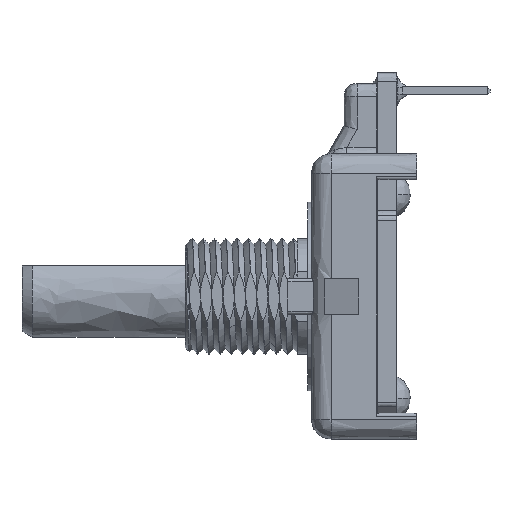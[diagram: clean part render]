
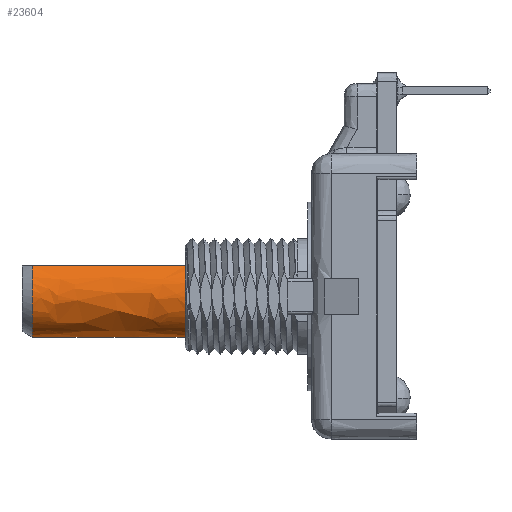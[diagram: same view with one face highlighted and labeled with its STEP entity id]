
A CAD part, left-side view. The second image highlights one B-rep face of the part: STEP entity #23604.
In plain terms, the highlighted free-form (B-spline) face has degree [3, 3] with [7, 4] control points.
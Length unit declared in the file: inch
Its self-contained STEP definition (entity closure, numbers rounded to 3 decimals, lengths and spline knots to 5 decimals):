
#9983=CARTESIAN_POINT('',(0.,0.587,0.));
#9984=DIRECTION('',(0.,-1.,0.));
#9985=DIRECTION('',(-0.66,0.,0.751));
#9986=AXIS2_PLACEMENT_3D('',#9983,#9984,#9985);
#9991=CARTESIAN_POINT('',(0.,1.056,0.));
#9992=DIRECTION('',(0.,1.,0.));
#9993=DIRECTION('',(0.66,0.,0.751));
#9994=AXIS2_PLACEMENT_3D('',#9991,#9992,#9993);
#10006=DIRECTION('',(0.,1.,0.));
#10007=VECTOR('',#10006,0.469);
#10008=CARTESIAN_POINT('',(-0.08221,0.587,0.0935));
#10009=LINE('',#10008,#10007);
#10013=CARTESIAN_POINT('',(-0.08221,1.056,0.0935));
#10028=CARTESIAN_POINT('',(0.08221,1.056,0.0935));
#10033=DIRECTION('',(0.,1.,0.));
#10034=VECTOR('',#10033,0.469);
#10035=CARTESIAN_POINT('',(0.08221,0.587,0.0935));
#10036=LINE('',#10035,#10034);
#11967=VERTEX_POINT('',#10013);
#11970=VERTEX_POINT('',#10028);
#12457=CARTESIAN_POINT('',(0.08221,0.587,0.0935));
#12458=CARTESIAN_POINT('',(-0.08221,0.587,0.0935));
#12459=VERTEX_POINT('',#12457);
#12460=VERTEX_POINT('',#12458);
#23566=CARTESIAN_POINT('',(0.07278,0.57762,0.10101));
#23567=CARTESIAN_POINT('',(0.07278,0.74021,
0.10101));
#23568=CARTESIAN_POINT('',(0.07278,0.90279,
0.10101));
#23569=CARTESIAN_POINT('',(0.07278,1.06538,0.10101));
#23570=CARTESIAN_POINT('',(0.19188,0.57762,0.01519));
#23571=CARTESIAN_POINT('',(0.19188,0.74021,
0.01519));
#23572=CARTESIAN_POINT('',(0.19188,0.90279,
0.01519));
#23573=CARTESIAN_POINT('',(0.19188,1.06538,0.01519));
#23574=CARTESIAN_POINT('',(0.14679,0.57762,-0.1245));
#23575=CARTESIAN_POINT('',(0.14679,0.74021,-0.1245));
#23576=CARTESIAN_POINT('',(0.14679,0.90279,-0.1245));
#23577=CARTESIAN_POINT('',(0.14679,1.06538,-0.1245));
#23578=CARTESIAN_POINT('',(0.,0.57762,-0.1245));
#23579=CARTESIAN_POINT('',(0.,0.74021,-0.1245));
#23580=CARTESIAN_POINT('',(0.,0.90279,-0.1245));
#23581=CARTESIAN_POINT('',(0.,1.06538,-0.1245));
#23582=CARTESIAN_POINT('',(-0.14679,0.57762,-0.1245));
#23583=CARTESIAN_POINT('',(-0.14679,0.74021,-0.1245));
#23584=CARTESIAN_POINT('',(-0.14679,0.90279,-0.1245));
#23585=CARTESIAN_POINT('',(-0.14679,1.06538,-0.1245));
#23586=CARTESIAN_POINT('',(-0.19188,0.57762,0.01519));
#23587=CARTESIAN_POINT('',(-0.19188,0.74021,
0.01519));
#23588=CARTESIAN_POINT('',(-0.19188,0.90279,
0.01519));
#23589=CARTESIAN_POINT('',(-0.19188,1.06538,0.01519));
#23590=CARTESIAN_POINT('',(-0.07278,0.57762,0.10101));
#23591=CARTESIAN_POINT('',(-0.07278,0.74021,
0.10101));
#23592=CARTESIAN_POINT('',(-0.07278,0.90279,
0.10101));
#23593=CARTESIAN_POINT('',(-0.07278,1.06538,0.10101));
#23594=(BOUNDED_SURFACE()B_SPLINE_SURFACE(3,3,((#23566,#23567,#23568,#23569),(
#23570,#23571,#23572,#23573),(#23574,#23575,#23576,#23577),(#23578,#23579,
#23580,#23581),(#23582,#23583,#23584,#23585),(#23586,#23587,#23588,#23589),(
#23590,#23591,#23592,#23593)),.UNSPECIFIED.,.F.,.F.,.F.)B_SPLINE_SURFACE_WITH_KNOTS((4,3,4),(4,4),(0.,1.,2.),(0.46962,0.95738),.UNSPECIFIED.)GEOMETRIC_REPRESENTATION_ITEM()RATIONAL_B_SPLINE_SURFACE(((1.53,
1.53,1.53,1.53),(0.823,
0.823,0.823,0.823),(0.823,
0.823,0.823,0.823),(1.53,
1.53,1.53,1.53),(0.823,
0.823,0.823,0.823),(0.823,
0.823,0.823,0.823),(1.53,
1.53,1.53,1.53)))REPRESENTATION_ITEM('')SURFACE());
#23595=ORIENTED_EDGE('',*,*,#23559,.T.);
#23597=ORIENTED_EDGE('',*,*,#23596,.T.);
#23599=ORIENTED_EDGE('',*,*,#23598,.T.);
#23601=ORIENTED_EDGE('',*,*,#23600,.F.);
#23602=EDGE_LOOP('',(#23595,#23597,#23599,#23601));
#23603=FACE_OUTER_BOUND('',#23602,.F.);
#23604=ADVANCED_FACE('',(#23603),#23594,.T.);
#9987=CIRCLE('',#9986,0.1245);
#9995=CIRCLE('',#9994,0.1245);
#23559=EDGE_CURVE('',#12460,#12459,#9987,.T.);
#23596=EDGE_CURVE('',#12459,#11970,#10036,.T.);
#23598=EDGE_CURVE('',#11970,#11967,#9995,.T.);
#23600=EDGE_CURVE('',#12460,#11967,#10009,.T.);
